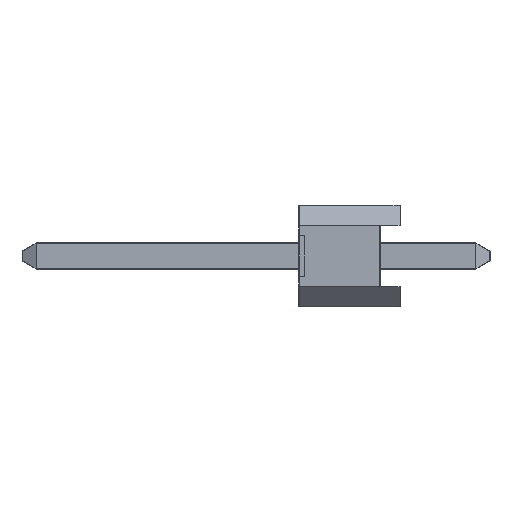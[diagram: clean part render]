
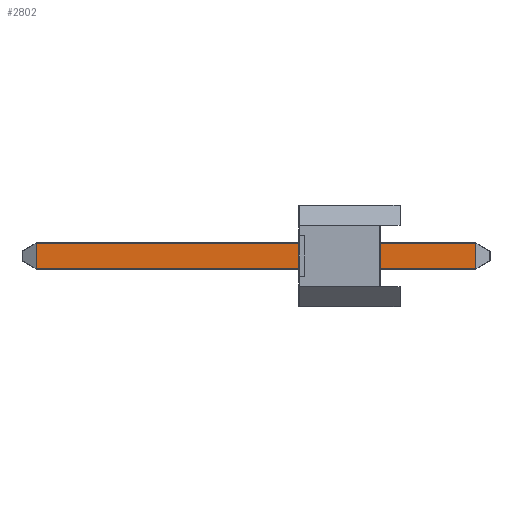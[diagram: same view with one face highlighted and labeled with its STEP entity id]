
A CAD part, left-side view. The second image highlights one B-rep face of the part: STEP entity #2802.
In plain terms, the highlighted planar face has unit normal (-1, 0, 0).
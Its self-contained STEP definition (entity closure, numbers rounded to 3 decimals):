
#140 = CARTESIAN_POINT ( 'NONE',  ( -0.32, 11.5, -0.32 ) ) ;
#190 = CARTESIAN_POINT ( 'NONE',  ( -0.32, 11.154, -0.32 ) ) ;
#360 = CARTESIAN_POINT ( 'NONE',  ( -0.32, 11.5, -0.31 ) ) ;
#420 = DIRECTION ( 'NONE',  ( 0., 0., -1. ) ) ;
#470 = VECTOR ( 'NONE', #1312, 1000. ) ;
#505 = VECTOR ( 'NONE', #2119, 1000. ) ;
#772 = EDGE_CURVE ( 'NONE', #1085, #2914, #2973, .T. ) ;
#857 = CARTESIAN_POINT ( 'NONE',  ( -0.32, 0.346, -0.32 ) ) ;
#1023 = LINE ( 'NONE', #190, #470 ) ;
#1071 = VERTEX_POINT ( 'NONE', #2992 ) ;
#1085 = VERTEX_POINT ( 'NONE', #1110 ) ;
#1110 = CARTESIAN_POINT ( 'NONE',  ( -0.32, 11.154, -0.31 ) ) ;
#1131 = CARTESIAN_POINT ( 'NONE',  ( -0.32, 0.346, -0.31 ) ) ;
#1312 = DIRECTION ( 'NONE',  ( 0., 0., -1. ) ) ;
#1471 = DIRECTION ( 'NONE',  ( 0., 0., 1. ) ) ;
#1829 = CARTESIAN_POINT ( 'NONE',  ( -0.32, 11.5, 0.31 ) ) ;
#1851 = ORIENTED_EDGE ( 'NONE', *, *, #2830, .T. ) ;
#1919 = EDGE_CURVE ( 'NONE', #3713, #1071, #2071, .T. ) ;
#2009 = ORIENTED_EDGE ( 'NONE', *, *, #2161, .T. ) ;
#2071 = LINE ( 'NONE', #1829, #2472 ) ;
#2119 = DIRECTION ( 'NONE',  ( 0., -1., 0. ) ) ;
#2131 = CARTESIAN_POINT ( 'NONE',  ( -0.32, 0.346, 0.31 ) ) ;
#2161 = EDGE_CURVE ( 'NONE', #2914, #3713, #2353, .T. ) ;
#2353 = LINE ( 'NONE', #857, #3493 ) ;
#2472 = VECTOR ( 'NONE', #2901, 1000. ) ;
#2500 = PLANE ( 'NONE',  #3211 ) ;
#2802 = ADVANCED_FACE ( 'NONE', ( #3632 ), #2500, .F. ) ;
#2804 = ORIENTED_EDGE ( 'NONE', *, *, #772, .T. ) ;
#2830 = EDGE_CURVE ( 'NONE', #1071, #1085, #1023, .T. ) ;
#2901 = DIRECTION ( 'NONE',  ( 0., 1., 0. ) ) ;
#2914 = VERTEX_POINT ( 'NONE', #1131 ) ;
#2973 = LINE ( 'NONE', #360, #505 ) ;
#2992 = CARTESIAN_POINT ( 'NONE',  ( -0.32, 11.154, 0.31 ) ) ;
#3120 = ORIENTED_EDGE ( 'NONE', *, *, #1919, .T. ) ;
#3211 = AXIS2_PLACEMENT_3D ( 'NONE', #140, #3383, #420 ) ;
#3383 = DIRECTION ( 'NONE',  ( 1., 0., 0. ) ) ;
#3493 = VECTOR ( 'NONE', #1471, 1000. ) ;
#3538 = EDGE_LOOP ( 'NONE', ( #1851, #2804, #2009, #3120 ) ) ;
#3632 = FACE_OUTER_BOUND ( 'NONE', #3538, .T. ) ;
#3713 = VERTEX_POINT ( 'NONE', #2131 ) ;
